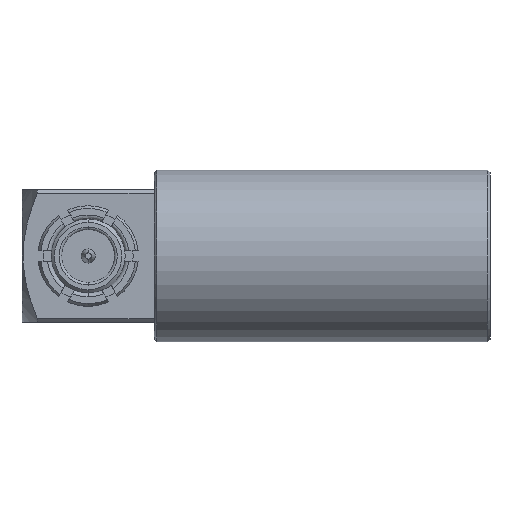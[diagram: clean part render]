
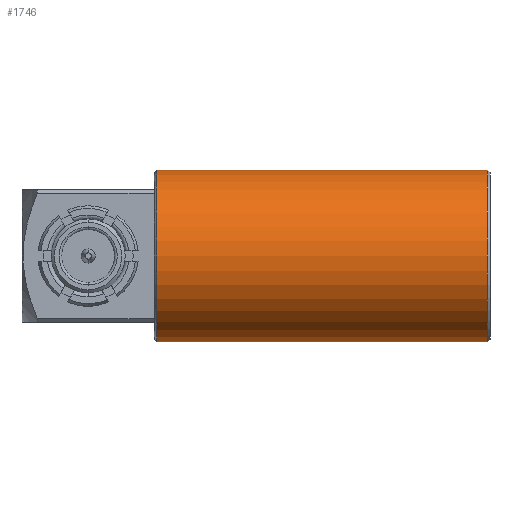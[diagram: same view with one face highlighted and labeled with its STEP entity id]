
A CAD part, left-side view. The second image highlights one B-rep face of the part: STEP entity #1746.
In plain terms, the highlighted cylindrical face has radius 3.25 mm (diameter 6.5 mm), a partial arc.
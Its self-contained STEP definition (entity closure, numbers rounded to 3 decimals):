
#20 = CARTESIAN_POINT ( 'NONE',  ( 6.7, -2.6, 0. ) ) ;
#222 = ORIENTED_EDGE ( 'NONE', *, *, #1019, .T. ) ;
#625 = DIRECTION ( 'NONE',  ( 0., 0., 1. ) ) ;
#662 = LINE ( 'NONE', #1103, #3897 ) ;
#725 = DIRECTION ( 'NONE',  ( 0., 1., 0. ) ) ;
#735 = CARTESIAN_POINT ( 'NONE',  ( 6.7, -2.6, -3.25 ) ) ;
#973 = VECTOR ( 'NONE', #7678, 1000. ) ;
#1019 = EDGE_CURVE ( 'NONE', #3940, #4042, #662, .T. ) ;
#1103 = CARTESIAN_POINT ( 'NONE',  ( 6.7, -15.797, -3.25 ) ) ;
#1361 = ORIENTED_EDGE ( 'NONE', *, *, #6823, .F. ) ;
#1366 = CIRCLE ( 'NONE', #7599, 3.25 ) ;
#1746 = ADVANCED_FACE ( 'NONE', ( #1770 ), #7352, .T. ) ;
#1770 = FACE_OUTER_BOUND ( 'NONE', #2335, .T. ) ;
#1866 = VERTEX_POINT ( 'NONE', #5960 ) ;
#2231 = VERTEX_POINT ( 'NONE', #7665 ) ;
#2335 = EDGE_LOOP ( 'NONE', ( #4441, #222, #5385, #1361 ) ) ;
#2888 = DIRECTION ( 'NONE',  ( 0., -1., 0. ) ) ;
#3240 = CARTESIAN_POINT ( 'NONE',  ( 6.7, -15.1, -3.25 ) ) ;
#3532 = EDGE_CURVE ( 'NONE', #2231, #3940, #1366, .T. ) ;
#3897 = VECTOR ( 'NONE', #2888, 1000. ) ;
#3940 = VERTEX_POINT ( 'NONE', #735 ) ;
#3955 = CARTESIAN_POINT ( 'NONE',  ( 6.7, -15.797, 3.25 ) ) ;
#4029 = LINE ( 'NONE', #3955, #973 ) ;
#4042 = VERTEX_POINT ( 'NONE', #3240 ) ;
#4287 = DIRECTION ( 'NONE',  ( 0., -1., 0. ) ) ;
#4393 = CARTESIAN_POINT ( 'NONE',  ( 6.7, -15.1, 0. ) ) ;
#4441 = ORIENTED_EDGE ( 'NONE', *, *, #3532, .T. ) ;
#5028 = DIRECTION ( 'NONE',  ( 0., 0., -1. ) ) ;
#5385 = ORIENTED_EDGE ( 'NONE', *, *, #5450, .T. ) ;
#5450 = EDGE_CURVE ( 'NONE', #4042, #1866, #7624, .T. ) ;
#5734 = CARTESIAN_POINT ( 'NONE',  ( 6.7, -15.797, 0. ) ) ;
#5960 = CARTESIAN_POINT ( 'NONE',  ( 6.7, -15.1, 3.25 ) ) ;
#6601 = AXIS2_PLACEMENT_3D ( 'NONE', #4393, #725, #5028 ) ;
#6823 = EDGE_CURVE ( 'NONE', #2231, #1866, #4029, .T. ) ;
#6888 = AXIS2_PLACEMENT_3D ( 'NONE', #5734, #7580, #7000 ) ;
#7000 = DIRECTION ( 'NONE',  ( 0., 0., 1. ) ) ;
#7352 = CYLINDRICAL_SURFACE ( 'NONE', #6888, 3.25 ) ;
#7580 = DIRECTION ( 'NONE',  ( 0., -1., 0. ) ) ;
#7599 = AXIS2_PLACEMENT_3D ( 'NONE', #20, #4287, #625 ) ;
#7624 = CIRCLE ( 'NONE', #6601, 3.25 ) ;
#7665 = CARTESIAN_POINT ( 'NONE',  ( 6.7, -2.6, 3.25 ) ) ;
#7678 = DIRECTION ( 'NONE',  ( 0., -1., 0. ) ) ;
